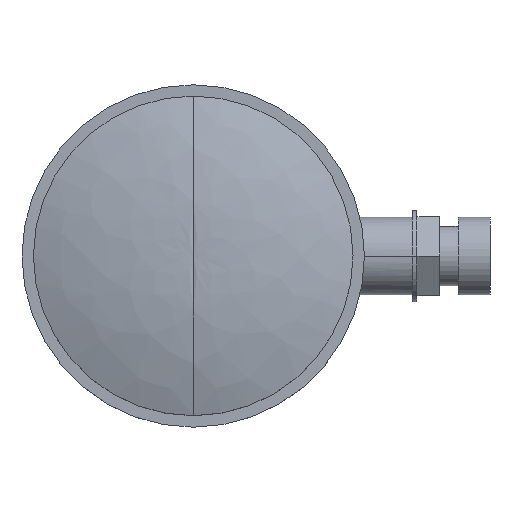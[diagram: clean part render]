
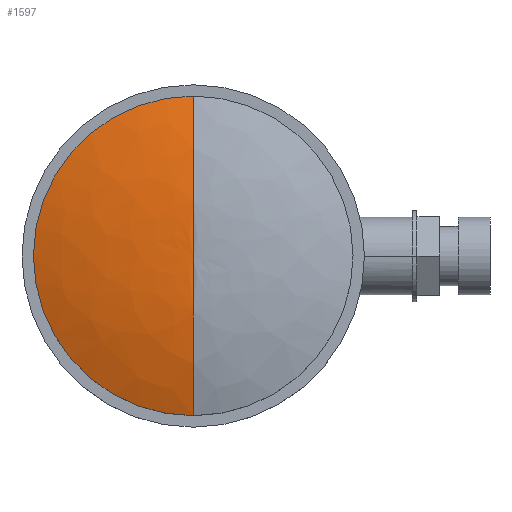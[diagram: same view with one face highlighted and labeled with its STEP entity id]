
A CAD part, top view. The second image highlights one B-rep face of the part: STEP entity #1597.
In plain terms, the highlighted free-form (B-spline) face has degree [3, 3] with [7, 4] control points.
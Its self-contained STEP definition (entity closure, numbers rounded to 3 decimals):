
#82=CARTESIAN_POINT('',(0.,0.,12.));
#83=DIRECTION('',(0.,0.,-1.));
#84=DIRECTION('',(-1.,0.,0.));
#85=AXIS2_PLACEMENT_3D('',#82,#83,#84);
#493=CARTESIAN_POINT('',(0.,0.,12.));
#494=DIRECTION('',(0.,0.,-1.));
#495=DIRECTION('',(0.,-1.,0.));
#496=AXIS2_PLACEMENT_3D('',#493,#494,#495);
#503=CARTESIAN_POINT('',(0.,4.354,-77.519));
#504=DIRECTION('',(1.,0.,0.));
#505=DIRECTION('',(0.,0.324,0.946));
#506=AXIS2_PLACEMENT_3D('',#503,#504,#505);
#508=CARTESIAN_POINT('',(0.,-4.354,-77.519));
#509=DIRECTION('',(-1.,0.,0.));
#510=DIRECTION('',(0.,-0.324,0.946));
#511=AXIS2_PLACEMENT_3D('',#508,#509,#510);
#513=CARTESIAN_POINT('',(0.,35.,12.));
#515=VERTEX_POINT('',#513);
#517=CARTESIAN_POINT('',(0.,-35.,12.));
#518=VERTEX_POINT('',#517);
#519=CARTESIAN_POINT('',(-35.,0.,12.));
#520=VERTEX_POINT('',#519);
#521=CARTESIAN_POINT('',(0.,0.,17.));
#522=VERTEX_POINT('',#521);
#1560=CARTESIAN_POINT('',(0.,0.,17.));
#1561=CARTESIAN_POINT('',(0.763,-12.13,
17.56));
#1562=CARTESIAN_POINT('',(1.519,-24.144,15.794));
#1563=CARTESIAN_POINT('',(2.24,-35.602,11.767));
#1564=CARTESIAN_POINT('',(0.,0.,17.));
#1565=CARTESIAN_POINT('',(-6.701,-12.599,
17.56));
#1566=CARTESIAN_POINT('',(-13.339,-25.078,
15.794));
#1567=CARTESIAN_POINT('',(-19.669,-36.98,
11.767));
#1568=CARTESIAN_POINT('',(0.,0.,17.));
#1569=CARTESIAN_POINT('',(-12.154,-7.479,
17.56));
#1570=CARTESIAN_POINT('',(-24.191,-14.887,
15.794));
#1571=CARTESIAN_POINT('',(-35.672,-21.953,
11.767));
#1572=CARTESIAN_POINT('',(0.,0.,17.));
#1573=CARTESIAN_POINT('',(-12.154,0.,17.56));
#1574=CARTESIAN_POINT('',(-24.191,0.,15.794));
#1575=CARTESIAN_POINT('',(-35.672,0.,11.767));
#1576=CARTESIAN_POINT('',(0.,0.,17.));
#1577=CARTESIAN_POINT('',(-12.154,7.479,17.56));
#1578=CARTESIAN_POINT('',(-24.191,14.887,15.794));
#1579=CARTESIAN_POINT('',(-35.672,21.953,11.767));
#1580=CARTESIAN_POINT('',(0.,0.,17.));
#1581=CARTESIAN_POINT('',(-6.701,12.599,17.56));
#1582=CARTESIAN_POINT('',(-13.339,25.078,15.794));
#1583=CARTESIAN_POINT('',(-19.669,36.98,11.767));
#1584=CARTESIAN_POINT('',(0.,0.,17.));
#1585=CARTESIAN_POINT('',(0.763,12.13,17.56));
#1586=CARTESIAN_POINT('',(1.519,24.144,15.794));
#1587=CARTESIAN_POINT('',(2.24,35.602,11.767));
#1588=(BOUNDED_SURFACE()B_SPLINE_SURFACE(3,3,((#1560,#1561,#1562,#1563),(#1564,
#1565,#1566,#1567),(#1568,#1569,#1570,#1571),(#1572,#1573,#1574,#1575),(#1576,
#1577,#1578,#1579),(#1580,#1581,#1582,#1583),(#1584,#1585,#1586,#1587)),
.UNSPECIFIED.,.F.,.F.,.F.)B_SPLINE_SURFACE_WITH_KNOTS((4,3,4),(4,4),(0.,1.,
2.),(0.,1.),.UNSPECIFIED.)GEOMETRIC_REPRESENTATION_ITEM()RATIONAL_B_SPLINE_SURFACE(((1.198,1.184,1.184,1.198),(
0.946,0.935,0.935,0.946),(
0.946,0.935,0.935,0.946),(
1.198,1.184,1.184,1.198),(
0.946,0.935,0.935,0.946),(
0.946,0.935,0.935,0.946),(
1.198,1.184,1.184,1.198)))REPRESENTATION_ITEM('')SURFACE());
#1589=ORIENTED_EDGE('',*,*,#1545,.T.);
#1590=ORIENTED_EDGE('',*,*,#632,.T.);
#1592=ORIENTED_EDGE('',*,*,#1591,.T.);
#1594=ORIENTED_EDGE('',*,*,#1593,.F.);
#1595=EDGE_LOOP('',(#1589,#1590,#1592,#1594));
#1596=FACE_OUTER_BOUND('',#1595,.F.);
#1597=ADVANCED_FACE('',(#1596),#1588,.T.);
#86=CIRCLE('',#85,35.);
#497=CIRCLE('',#496,35.);
#507=CIRCLE('',#506,94.62);
#512=CIRCLE('',#511,94.62);
#632=EDGE_CURVE('',#520,#515,#86,.T.);
#1545=EDGE_CURVE('',#518,#520,#497,.T.);
#1591=EDGE_CURVE('',#515,#522,#507,.T.);
#1593=EDGE_CURVE('',#518,#522,#512,.T.);
